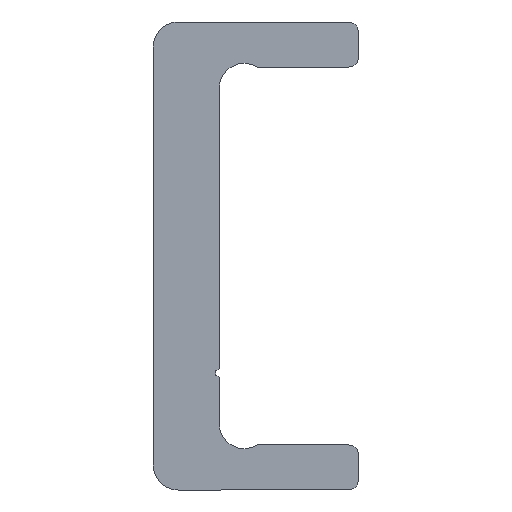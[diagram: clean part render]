
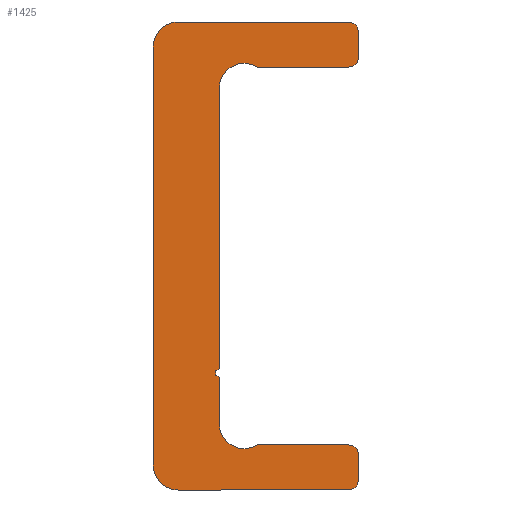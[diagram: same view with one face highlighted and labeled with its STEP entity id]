
A CAD part, left-side view. The second image highlights one B-rep face of the part: STEP entity #1425.
In plain terms, the highlighted planar face has unit normal (-1, 0, 0).
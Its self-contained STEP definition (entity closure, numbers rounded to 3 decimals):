
#755=CARTESIAN_POINT('',(0.0,2.2,10.03));
#756=VERTEX_POINT('',#755);
#763=CARTESIAN_POINT('',(0.0,2.2,-6.75));
#764=VERTEX_POINT('',#763);
#765=CARTESIAN_POINT('',(0.0,2.2,10.03));
#766=DIRECTION('',(0.0,0.0,-1.0));
#767=VECTOR('',#766,16.78);
#768=LINE('',#765,#767);
#769=EDGE_CURVE('',#756,#764,#768,.T.);
#836=CARTESIAN_POINT('',(0.0,-0.098,11.3));
#837=VERTEX_POINT('',#836);
#844=CARTESIAN_POINT('',(0.0,0.7,10.03));
#845=DIRECTION('',(-1.0,0.0,0.0));
#846=DIRECTION('',(0.0,-1.0,0.0));
#847=AXIS2_PLACEMENT_3D('',#844,#845,#846);
#848=CIRCLE('',#847,1.5);
#849=EDGE_CURVE('',#837,#756,#848,.T.);
#868=CARTESIAN_POINT('',(0.0,-5.55,11.3));
#869=VERTEX_POINT('',#868);
#876=CARTESIAN_POINT('',(0.0,-5.55,11.3));
#877=DIRECTION('',(0.0,1.0,0.0));
#878=VECTOR('',#877,5.452);
#879=LINE('',#876,#878);
#880=EDGE_CURVE('',#869,#837,#879,.T.);
#900=CARTESIAN_POINT('',(0.0,-6.15,11.9));
#901=VERTEX_POINT('',#900);
#908=CARTESIAN_POINT('',(0.0,-5.55,11.9));
#909=DIRECTION('',(1.0,0.0,0.0));
#910=DIRECTION('',(0.0,-1.0,0.0));
#911=AXIS2_PLACEMENT_3D('',#908,#909,#910);
#912=CIRCLE('',#911,0.6);
#913=EDGE_CURVE('',#901,#869,#912,.T.);
#932=CARTESIAN_POINT('',(0.0,-6.15,13.4));
#933=VERTEX_POINT('',#932);
#940=CARTESIAN_POINT('',(0.0,-6.15,13.4));
#941=DIRECTION('',(0.0,0.0,-1.0));
#942=VECTOR('',#941,1.5);
#943=LINE('',#940,#942);
#944=EDGE_CURVE('',#933,#901,#943,.T.);
#964=CARTESIAN_POINT('',(0.0,-5.55,14.));
#965=VERTEX_POINT('',#964);
#972=CARTESIAN_POINT('',(0.0,-5.55,13.4));
#973=DIRECTION('',(1.0,0.0,0.0));
#974=DIRECTION('',(0.0,0.0,1.0));
#975=AXIS2_PLACEMENT_3D('',#972,#973,#974);
#976=CIRCLE('',#975,0.6);
#977=EDGE_CURVE('',#965,#933,#976,.T.);
#996=CARTESIAN_POINT('',(0.0,4.65,14.));
#997=VERTEX_POINT('',#996);
#1004=CARTESIAN_POINT('',(0.0,4.65,14.));
#1005=DIRECTION('',(0.0,-1.0,0.0));
#1006=VECTOR('',#1005,10.2);
#1007=LINE('',#1004,#1006);
#1008=EDGE_CURVE('',#997,#965,#1007,.T.);
#1028=CARTESIAN_POINT('',(0.0,6.15,12.5));
#1029=VERTEX_POINT('',#1028);
#1036=CARTESIAN_POINT('',(0.0,4.65,12.5));
#1037=DIRECTION('',(1.0,0.0,0.0));
#1038=DIRECTION('',(0.0,1.0,0.0));
#1039=AXIS2_PLACEMENT_3D('',#1036,#1037,#1038);
#1040=CIRCLE('',#1039,1.5);
#1041=EDGE_CURVE('',#1029,#997,#1040,.T.);
#1060=CARTESIAN_POINT('',(0.0,6.15,-12.5));
#1061=VERTEX_POINT('',#1060);
#1068=CARTESIAN_POINT('',(0.0,6.15,-12.5));
#1069=DIRECTION('',(0.0,0.0,1.0));
#1070=VECTOR('',#1069,25.);
#1071=LINE('',#1068,#1070);
#1072=EDGE_CURVE('',#1061,#1029,#1071,.T.);
#1134=CARTESIAN_POINT('',(0.0,4.65,-14.));
#1135=VERTEX_POINT('',#1134);
#1142=CARTESIAN_POINT('',(0.0,4.65,-12.5));
#1143=DIRECTION('',(1.0,0.0,0.0));
#1144=DIRECTION('',(0.0,0.0,-1.0));
#1145=AXIS2_PLACEMENT_3D('',#1142,#1143,#1144);
#1146=CIRCLE('',#1145,1.5);
#1147=EDGE_CURVE('',#1135,#1061,#1146,.T.);
#1166=CARTESIAN_POINT('',(0.0,-5.55,-14.));
#1167=VERTEX_POINT('',#1166);
#1174=CARTESIAN_POINT('',(0.0,-5.55,-14.));
#1175=DIRECTION('',(0.0,1.0,0.0));
#1176=VECTOR('',#1175,10.2);
#1177=LINE('',#1174,#1176);
#1178=EDGE_CURVE('',#1167,#1135,#1177,.T.);
#1198=CARTESIAN_POINT('',(0.0,-6.15,-13.4));
#1199=VERTEX_POINT('',#1198);
#1206=CARTESIAN_POINT('',(0.0,-5.55,-13.4));
#1207=DIRECTION('',(1.0,0.0,0.0));
#1208=DIRECTION('',(0.0,-1.0,0.0));
#1209=AXIS2_PLACEMENT_3D('',#1206,#1207,#1208);
#1210=CIRCLE('',#1209,0.6);
#1211=EDGE_CURVE('',#1199,#1167,#1210,.T.);
#1230=CARTESIAN_POINT('',(0.0,-6.15,-11.9));
#1231=VERTEX_POINT('',#1230);
#1238=CARTESIAN_POINT('',(0.0,-6.15,-11.9));
#1239=DIRECTION('',(0.0,0.0,-1.0));
#1240=VECTOR('',#1239,1.5);
#1241=LINE('',#1238,#1240);
#1242=EDGE_CURVE('',#1231,#1199,#1241,.T.);
#1262=CARTESIAN_POINT('',(0.0,-5.55,-11.3));
#1263=VERTEX_POINT('',#1262);
#1270=CARTESIAN_POINT('',(0.0,-5.55,-11.9));
#1271=DIRECTION('',(1.0,0.0,0.0));
#1272=DIRECTION('',(0.0,0.0,1.0));
#1273=AXIS2_PLACEMENT_3D('',#1270,#1271,#1272);
#1274=CIRCLE('',#1273,0.6);
#1275=EDGE_CURVE('',#1263,#1231,#1274,.T.);
#1294=CARTESIAN_POINT('',(0.0,-0.098,-11.3));
#1295=VERTEX_POINT('',#1294);
#1302=CARTESIAN_POINT('',(0.0,-0.098,-11.3));
#1303=DIRECTION('',(0.0,-1.0,0.0));
#1304=VECTOR('',#1303,5.452);
#1305=LINE('',#1302,#1304);
#1306=EDGE_CURVE('',#1295,#1263,#1305,.T.);
#1326=CARTESIAN_POINT('',(0.0,2.2,-10.03));
#1327=VERTEX_POINT('',#1326);
#1334=CARTESIAN_POINT('',(0.0,0.7,-10.03));
#1335=DIRECTION('',(-1.0,0.0,0.0));
#1336=DIRECTION('',(0.0,0.532,0.847));
#1337=AXIS2_PLACEMENT_3D('',#1334,#1335,#1336);
#1338=CIRCLE('',#1337,1.5);
#1339=EDGE_CURVE('',#1327,#1295,#1338,.T.);
#1358=CARTESIAN_POINT('',(0.0,2.2,-7.25));
#1359=VERTEX_POINT('',#1358);
#1366=CARTESIAN_POINT('',(0.0,2.2,-7.25));
#1367=DIRECTION('',(0.0,0.0,-1.0));
#1368=VECTOR('',#1367,2.78);
#1369=LINE('',#1366,#1368);
#1370=EDGE_CURVE('',#1359,#1327,#1369,.T.);
#1389=CARTESIAN_POINT('',(0.0,2.2,-7.));
#1390=DIRECTION('',(-1.0,0.0,0.0));
#1391=DIRECTION('',(0.0,0.0,1.0));
#1392=AXIS2_PLACEMENT_3D('',#1389,#1390,#1391);
#1393=CIRCLE('',#1392,0.25);
#1394=EDGE_CURVE('',#764,#1359,#1393,.T.);
#1400=CARTESIAN_POINT('',(0.0,1.611,-0.021));
#1401=DIRECTION('',(1.0,0.0,0.0));
#1402=DIRECTION('',(0.0,0.0,-1.0));
#1403=AXIS2_PLACEMENT_3D('',#1400,#1401,#1402);
#1404=PLANE('',#1403);
#1405=ORIENTED_EDGE('',*,*,#1394,.F.);
#1406=ORIENTED_EDGE('',*,*,#769,.F.);
#1407=ORIENTED_EDGE('',*,*,#849,.F.);
#1408=ORIENTED_EDGE('',*,*,#880,.F.);
#1409=ORIENTED_EDGE('',*,*,#913,.F.);
#1410=ORIENTED_EDGE('',*,*,#944,.F.);
#1411=ORIENTED_EDGE('',*,*,#977,.F.);
#1412=ORIENTED_EDGE('',*,*,#1008,.F.);
#1413=ORIENTED_EDGE('',*,*,#1041,.F.);
#1414=ORIENTED_EDGE('',*,*,#1072,.F.);
#1415=ORIENTED_EDGE('',*,*,#1147,.F.);
#1416=ORIENTED_EDGE('',*,*,#1178,.F.);
#1417=ORIENTED_EDGE('',*,*,#1211,.F.);
#1418=ORIENTED_EDGE('',*,*,#1242,.F.);
#1419=ORIENTED_EDGE('',*,*,#1275,.F.);
#1420=ORIENTED_EDGE('',*,*,#1306,.F.);
#1421=ORIENTED_EDGE('',*,*,#1339,.F.);
#1422=ORIENTED_EDGE('',*,*,#1370,.F.);
#1423=EDGE_LOOP('',(#1405,#1406,#1407,#1408,#1409,#1410,#1411,#1412,#1413,#1414,#1415,#1416,#1417,#1418,#1419,#1420,#1421,#1422));
#1424=FACE_OUTER_BOUND('',#1423,.T.);
#1425=ADVANCED_FACE('',(#1424),#1404,.F.);
